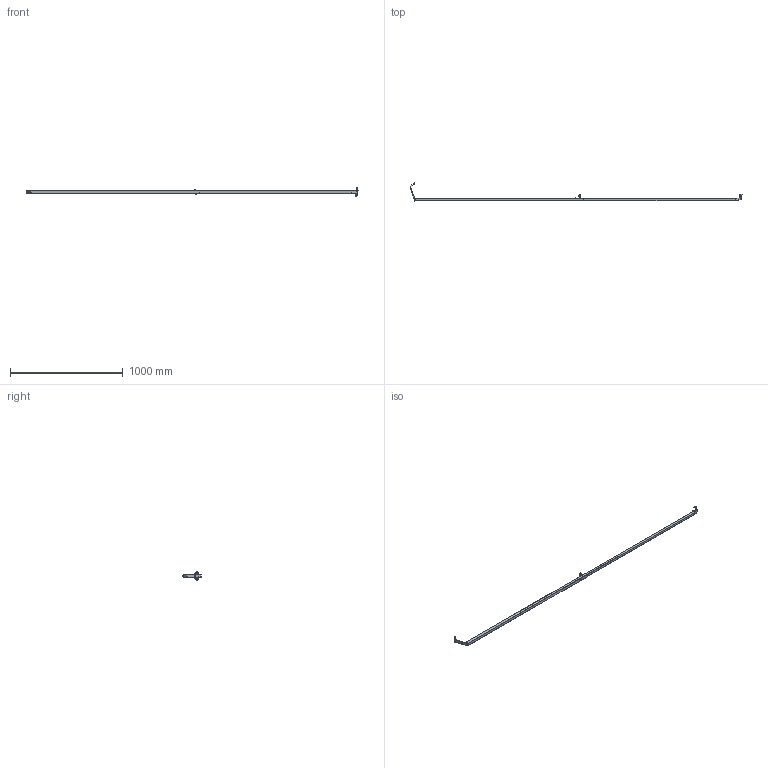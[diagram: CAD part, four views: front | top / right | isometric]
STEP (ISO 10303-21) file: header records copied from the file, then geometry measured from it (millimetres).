
FILE_DESCRIPTION (( 'STEP AP203' ), '1' );
FILE_NAME ('T60100.STEP', '2018-08-14T10:46:20', ( '' ), ( '' ), 'SwSTEP 2.0', 'SolidWorks 2016', '' );
FILE_SCHEMA (( 'CONFIG_CONTROL_DESIGN' ));
Length unit declared in the file: millimetre
Products named in the file (10): TH758_TH1424; TH759_TH1426; TH757; TH760; TH756_TH1422; Doughty Knob_S0129; T60100; S2608; hex nut style 1 gradeab_doughty fastners - self colour_Hexagon Nut ISO - 4032 - M8 - D - N; TH761_TH1428
Assembly tree (9 placements, depth 3):
  T60100
    TH758_TH1424
      TH756_TH1422
      TH757
      hex nut style 1 gradeab_doughty fastners - self colour_Hexagon Nut ISO - 4032 - M8 - D - N
    TH761_TH1428
      TH759_TH1426
      TH760
    Doughty Knob_S0129
    S2608
Bounding box: 2942.41 x 162.21 x 75 mm (x, y, z)
Volume: 496681.1 mm3; surface area: 518612.5 mm2
Topology: 7 solids, 7 shells, 235 faces, 575 edges, 368 vertices
Faces by surface type: plane 118, cylinder 68, cone 32, torus 12, bspline 4, sphere 1
Entity records: 8439 total; most frequent: CARTESIAN_POINT 1723, DIRECTION 1231, ORIENTED_EDGE 1144, EDGE_CURVE 572, AXIS2_PLACEMENT_3D 445, VERTEX_POINT 366, VECTOR 341, LINE 341
